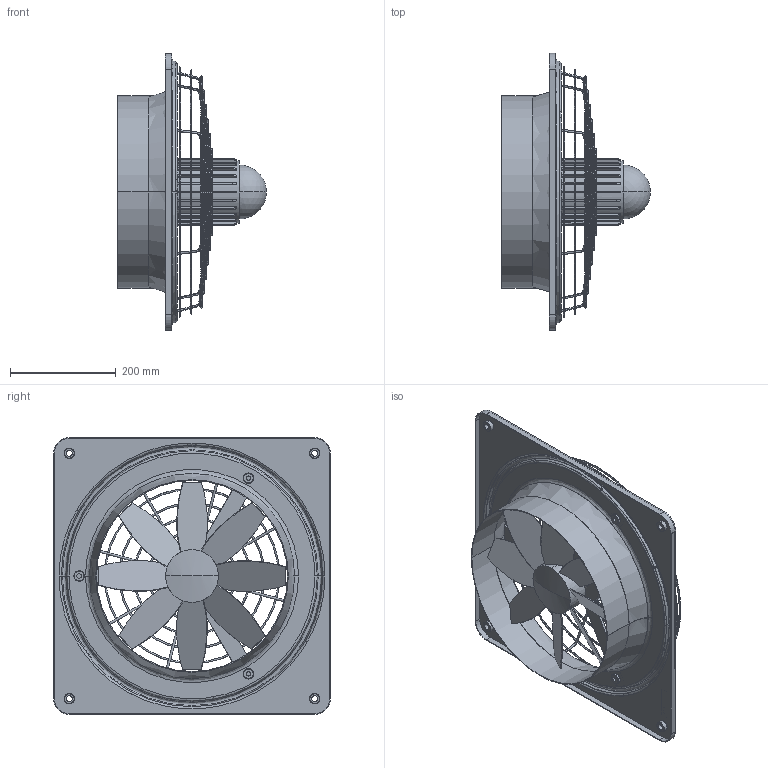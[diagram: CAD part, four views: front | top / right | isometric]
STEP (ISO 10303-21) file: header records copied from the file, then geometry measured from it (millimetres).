
FILE_DESCRIPTION (( 'STEP AP214' ), '1' );
FILE_NAME ('0083-0060.STEP', '2015-05-11T09:22:12', ( '' ), ( '' ), 'SwSTEP 2.0', 'SolidWorks 2013', '' );
FILE_SCHEMA (( 'AUTOMOTIVE_DESIGN' ));
Length unit declared in the file: millimetre
Products named in the file (1): 0083-0060
Bounding box: 282 x 525 x 525 mm (x, y, z)
Volume: 2846360 mm3; surface area: 1031232.4 mm2
Topology: 1 solids, 1 shells, 445 faces, 1237 edges, 824 vertices
Faces by surface type: plane 161, bspline 98, cylinder 96, torus 48, cone 36, sphere 6
Entity records: 64941 total; most frequent: CARTESIAN_POINT 49106, ORIENTED_EDGE 2466, DIRECTION 1955, EDGE_CURVE 1233, VERTEX_POINT 824, AXIS2_PLACEMENT_3D 794, EDGE_LOOP 621, UNCERTAINTY_MEASURE_WITH_UNIT 448
